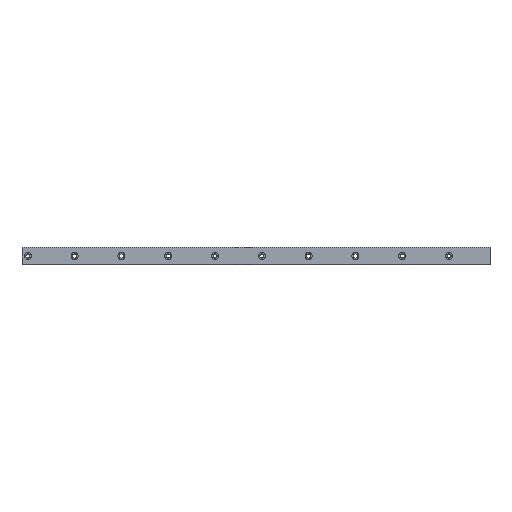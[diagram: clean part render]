
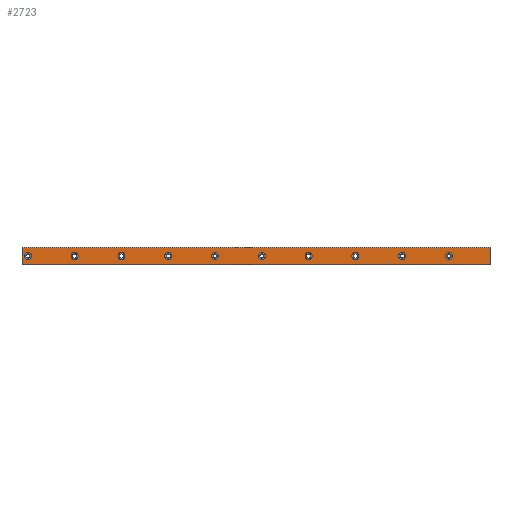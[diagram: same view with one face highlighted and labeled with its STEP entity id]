
A CAD part, top view. The second image highlights one B-rep face of the part: STEP entity #2723.
In plain terms, the highlighted planar face has unit normal (0, 0, 1).
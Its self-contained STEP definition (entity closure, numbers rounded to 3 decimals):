
#2120=CARTESIAN_POINT('POINT143',(395.,-7.,
   10.));
#2121=VERTEX_POINT('VERTEX143',#2120);
#2128=CARTESIAN_POINT('POINT144',(-5.,-7.,
   10.));
#2129=VERTEX_POINT('VERTEX144',#2128);
#2130=CARTESIAN_POINT('POS195',(-5.,-7.,
   10.));
#2131=DIRECTION('DIR308',(1.,0.,0.));
#2132=VECTOR('VEC82',#2131,1.);
#2133=LINE('STRAIGHT82',#2130,#2132);
#2134=EDGE_CURVE('EDGE204',#2129,#2121,#2133,.T.);
#2167=CARTESIAN_POINT('POINT145',(-5.,7.,
   10.));
#2168=VERTEX_POINT('VERTEX145',#2167);
#2169=CARTESIAN_POINT('POS198',(-5.,-7.,
   10.));
#2170=DIRECTION('DIR312',(0.,1.,0.));
#2171=VECTOR('VEC84',#2170,1.);
#2172=LINE('STRAIGHT84',#2169,#2171);
#2173=EDGE_CURVE('EDGE206',#2129,#2168,#2172,.T.);
#2205=CARTESIAN_POINT('POINT146',(395.,7.,
   10.));
#2206=VERTEX_POINT('VERTEX146',#2205);
#2215=CARTESIAN_POINT('POS202',(-5.,7.,10.
   ));
#2216=DIRECTION('DIR317',(1.,0.,0.));
#2217=VECTOR('VEC87',#2216,1.);
#2218=LINE('STRAIGHT87',#2215,#2217);
#2219=EDGE_CURVE('EDGE209',#2168,#2206,#2218,.T.);
#2248=CARTESIAN_POINT('POS204',(395.,-7.,
   10.));
#2249=DIRECTION('DIR320',(0.,1.,0.));
#2250=VECTOR('VEC88',#2249,1.);
#2251=LINE('STRAIGHT88',#2248,#2250);
#2252=EDGE_CURVE('EDGE210',#2121,#2206,#2251,.T.);
#2276=CARTESIAN_POINT('POINT147',(43.,0.,
   10.));
#2277=VERTEX_POINT('VERTEX147',#2276);
#2285=CARTESIAN_POINT('POINT148',(37.,0.,
   10.));
#2286=VERTEX_POINT('VERTEX148',#2285);
#2293=CARTESIAN_POINT('POS208',(40.,0.,10.)
   );
#2294=DIRECTION('DIR325',(0.,0.,-1.));
#2295=DIRECTION('DIR326',(1.,0.,0.));
#2296=AXIS2_PLACEMENT_3D('AXIS118',#2293,#2294,#2295);
#2297=CIRCLE('ELLIPSE64',#2296,3.);
#2298=EDGE_CURVE('EDGE213',#2277,#2286,#2297,.T.);
#2309=EDGE_CURVE('EDGE214',#2286,#2277,#2297,.T.);
#2316=CARTESIAN_POINT('POINT149',(83.,0.,
   10.));
#2317=VERTEX_POINT('VERTEX149',#2316);
#2325=CARTESIAN_POINT('POINT150',(77.,0.,
   10.));
#2326=VERTEX_POINT('VERTEX150',#2325);
#2333=CARTESIAN_POINT('POS212',(80.,0.,10.)
   );
#2334=DIRECTION('DIR331',(0.,0.,-1.));
#2335=DIRECTION('DIR332',(1.,0.,0.));
#2336=AXIS2_PLACEMENT_3D('AXIS120',#2333,#2334,#2335);
#2337=CIRCLE('ELLIPSE65',#2336,3.);
#2338=EDGE_CURVE('EDGE217',#2317,#2326,#2337,.T.);
#2349=EDGE_CURVE('EDGE218',#2326,#2317,#2337,.T.);
#2356=CARTESIAN_POINT('POINT151',(123.,0.,
   10.));
#2357=VERTEX_POINT('VERTEX151',#2356);
#2365=CARTESIAN_POINT('POINT152',(117.,0.,
   10.));
#2366=VERTEX_POINT('VERTEX152',#2365);
#2373=CARTESIAN_POINT('POS216',(120.,0.,10.)
   );
#2374=DIRECTION('DIR337',(0.,0.,-1.));
#2375=DIRECTION('DIR338',(1.,0.,0.));
#2376=AXIS2_PLACEMENT_3D('AXIS122',#2373,#2374,#2375);
#2377=CIRCLE('ELLIPSE66',#2376,3.);
#2378=EDGE_CURVE('EDGE221',#2357,#2366,#2377,.T.);
#2389=EDGE_CURVE('EDGE222',#2366,#2357,#2377,.T.);
#2396=CARTESIAN_POINT('POINT153',(163.,0.,
   10.));
#2397=VERTEX_POINT('VERTEX153',#2396);
#2405=CARTESIAN_POINT('POINT154',(157.,0.,
   10.));
#2406=VERTEX_POINT('VERTEX154',#2405);
#2413=CARTESIAN_POINT('POS220',(160.,0.,10.)
   );
#2414=DIRECTION('DIR343',(0.,0.,-1.));
#2415=DIRECTION('DIR344',(1.,0.,0.));
#2416=AXIS2_PLACEMENT_3D('AXIS124',#2413,#2414,#2415);
#2417=CIRCLE('ELLIPSE67',#2416,3.);
#2418=EDGE_CURVE('EDGE225',#2397,#2406,#2417,.T.);
#2429=EDGE_CURVE('EDGE226',#2406,#2397,#2417,.T.);
#2436=CARTESIAN_POINT('POINT155',(203.,0.,
   10.));
#2437=VERTEX_POINT('VERTEX155',#2436);
#2445=CARTESIAN_POINT('POINT156',(197.,0.,
   10.));
#2446=VERTEX_POINT('VERTEX156',#2445);
#2453=CARTESIAN_POINT('POS224',(200.,0.,10.)
   );
#2454=DIRECTION('DIR349',(0.,0.,-1.));
#2455=DIRECTION('DIR350',(1.,0.,0.));
#2456=AXIS2_PLACEMENT_3D('AXIS126',#2453,#2454,#2455);
#2457=CIRCLE('ELLIPSE68',#2456,3.);
#2458=EDGE_CURVE('EDGE229',#2437,#2446,#2457,.T.);
#2469=EDGE_CURVE('EDGE230',#2446,#2437,#2457,.T.);
#2476=CARTESIAN_POINT('POINT157',(243.,0.,
   10.));
#2477=VERTEX_POINT('VERTEX157',#2476);
#2485=CARTESIAN_POINT('POINT158',(237.,0.,
   10.));
#2486=VERTEX_POINT('VERTEX158',#2485);
#2493=CARTESIAN_POINT('POS228',(240.,0.,10.)
   );
#2494=DIRECTION('DIR355',(0.,0.,-1.));
#2495=DIRECTION('DIR356',(1.,0.,0.));
#2496=AXIS2_PLACEMENT_3D('AXIS128',#2493,#2494,#2495);
#2497=CIRCLE('ELLIPSE69',#2496,3.);
#2498=EDGE_CURVE('EDGE233',#2477,#2486,#2497,.T.);
#2509=EDGE_CURVE('EDGE234',#2486,#2477,#2497,.T.);
#2516=CARTESIAN_POINT('POINT159',(283.,0.,
   10.));
#2517=VERTEX_POINT('VERTEX159',#2516);
#2525=CARTESIAN_POINT('POINT160',(277.,0.,
   10.));
#2526=VERTEX_POINT('VERTEX160',#2525);
#2533=CARTESIAN_POINT('POS232',(280.,0.,10.)
   );
#2534=DIRECTION('DIR361',(0.,0.,-1.));
#2535=DIRECTION('DIR362',(1.,0.,0.));
#2536=AXIS2_PLACEMENT_3D('AXIS130',#2533,#2534,#2535);
#2537=CIRCLE('ELLIPSE70',#2536,3.);
#2538=EDGE_CURVE('EDGE237',#2517,#2526,#2537,.T.);
#2549=EDGE_CURVE('EDGE238',#2526,#2517,#2537,.T.);
#2556=CARTESIAN_POINT('POINT161',(323.,0.,
   10.));
#2557=VERTEX_POINT('VERTEX161',#2556);
#2565=CARTESIAN_POINT('POINT162',(317.,0.,
   10.));
#2566=VERTEX_POINT('VERTEX162',#2565);
#2573=CARTESIAN_POINT('POS236',(320.,0.,10.)
   );
#2574=DIRECTION('DIR367',(0.,0.,-1.));
#2575=DIRECTION('DIR368',(1.,0.,0.));
#2576=AXIS2_PLACEMENT_3D('AXIS132',#2573,#2574,#2575);
#2577=CIRCLE('ELLIPSE71',#2576,3.);
#2578=EDGE_CURVE('EDGE241',#2557,#2566,#2577,.T.);
#2589=EDGE_CURVE('EDGE242',#2566,#2557,#2577,.T.);
#2596=CARTESIAN_POINT('POINT163',(363.,0.,
   10.));
#2597=VERTEX_POINT('VERTEX163',#2596);
#2605=CARTESIAN_POINT('POINT164',(357.,0.,
   10.));
#2606=VERTEX_POINT('VERTEX164',#2605);
#2613=CARTESIAN_POINT('POS240',(360.,0.,10.)
   );
#2614=DIRECTION('DIR373',(0.,0.,-1.));
#2615=DIRECTION('DIR374',(1.,0.,0.));
#2616=AXIS2_PLACEMENT_3D('AXIS134',#2613,#2614,#2615);
#2617=CIRCLE('ELLIPSE72',#2616,3.);
#2618=EDGE_CURVE('EDGE245',#2597,#2606,#2617,.T.);
#2629=EDGE_CURVE('EDGE246',#2606,#2597,#2617,.T.);
#2661=ORIENTED_EDGE('COEDGE473',*,*,#2629,.T.);
#2662=ORIENTED_EDGE('COEDGE474',*,*,#2618,.T.);
#2663=EDGE_LOOP('NONE',(#2661,#2662));
#2664=FACE_BOUND('LOOP1',#2663,.T.);
#2665=ORIENTED_EDGE('COEDGE475',*,*,#2589,.T.);
#2666=ORIENTED_EDGE('COEDGE476',*,*,#2578,.T.);
#2667=EDGE_LOOP('NONE',(#2665,#2666));
#2668=FACE_BOUND('LOOP1',#2667,.T.);
#2669=ORIENTED_EDGE('COEDGE477',*,*,#2549,.T.);
#2670=ORIENTED_EDGE('COEDGE478',*,*,#2538,.T.);
#2671=EDGE_LOOP('NONE',(#2669,#2670));
#2672=FACE_BOUND('LOOP1',#2671,.T.);
#2673=ORIENTED_EDGE('COEDGE479',*,*,#2509,.T.);
#2674=ORIENTED_EDGE('COEDGE480',*,*,#2498,.T.);
#2675=EDGE_LOOP('NONE',(#2673,#2674));
#2676=FACE_BOUND('LOOP1',#2675,.T.);
#2677=ORIENTED_EDGE('COEDGE481',*,*,#2469,.T.);
#2678=ORIENTED_EDGE('COEDGE482',*,*,#2458,.T.);
#2679=EDGE_LOOP('NONE',(#2677,#2678));
#2680=FACE_BOUND('LOOP1',#2679,.T.);
#2681=ORIENTED_EDGE('COEDGE483',*,*,#2429,.T.);
#2682=ORIENTED_EDGE('COEDGE484',*,*,#2418,.T.);
#2683=EDGE_LOOP('NONE',(#2681,#2682));
#2684=FACE_BOUND('LOOP1',#2683,.T.);
#2685=ORIENTED_EDGE('COEDGE485',*,*,#2389,.T.);
#2686=ORIENTED_EDGE('COEDGE486',*,*,#2378,.T.);
#2687=EDGE_LOOP('NONE',(#2685,#2686));
#2688=FACE_BOUND('LOOP1',#2687,.T.);
#2689=ORIENTED_EDGE('COEDGE487',*,*,#2349,.T.);
#2690=ORIENTED_EDGE('COEDGE488',*,*,#2338,.T.);
#2691=EDGE_LOOP('NONE',(#2689,#2690));
#2692=FACE_BOUND('LOOP1',#2691,.T.);
#2693=ORIENTED_EDGE('COEDGE489',*,*,#2309,.T.);
#2694=ORIENTED_EDGE('COEDGE490',*,*,#2298,.T.);
#2695=EDGE_LOOP('NONE',(#2693,#2694));
#2696=FACE_BOUND('LOOP1',#2695,.T.);
#2697=CARTESIAN_POINT('POINT167',(-3.,0.,
   10.));
#2698=VERTEX_POINT('VERTEX167',#2697);
#2699=CARTESIAN_POINT('POINT168',(3.,0.,
   10.));
#2700=VERTEX_POINT('VERTEX168',#2699);
#2701=CARTESIAN_POINT('POS244',(0.,0.,10.)
   );
#2702=DIRECTION('DIR381',(0.,0.,-1.));
#2703=DIRECTION('DIR382',(1.,0.,0.));
#2704=AXIS2_PLACEMENT_3D('AXIS138',#2701,#2702,#2703);
#2705=CIRCLE('ELLIPSE74',#2704,3.);
#2706=EDGE_CURVE('EDGE249',#2698,#2700,#2705,.T.);
#2707=ORIENTED_EDGE('COEDGE491',*,*,#2706,.T.);
#2708=EDGE_CURVE('EDGE250',#2700,#2698,#2705,.T.);
#2709=ORIENTED_EDGE('COEDGE492',*,*,#2708,.T.);
#2710=EDGE_LOOP('NONE',(#2707,#2709));
#2711=FACE_BOUND('LOOP1',#2710,.T.);
#2712=ORIENTED_EDGE('COEDGE493',*,*,#2252,.T.);
#2713=ORIENTED_EDGE('COEDGE494',*,*,#2219,.F.);
#2714=ORIENTED_EDGE('COEDGE495',*,*,#2173,.F.);
#2715=ORIENTED_EDGE('COEDGE496',*,*,#2134,.T.);
#2716=EDGE_LOOP('NONE',(#2712,#2713,#2714,#2715));
#2717=FACE_BOUND('LOOP1',#2716,.T.);
#2718=CARTESIAN_POINT('POS245',(-5.,-7.,
   10.));
#2719=DIRECTION('DIR383',(0.,0.,1.));
#2720=DIRECTION('DIR384',(1.,0.,0.));
#2721=AXIS2_PLACEMENT_3D('AXIS139',#2718,#2719,#2720);
#2722=PLANE('PLANE29',#2721);
#2723=ADVANCED_FACE('FACE84',(#2664,#2668,#2672,#2676,#2680,#2684,#2688,
   #2692,#2696,#2711,#2717),#2722,.T.);
